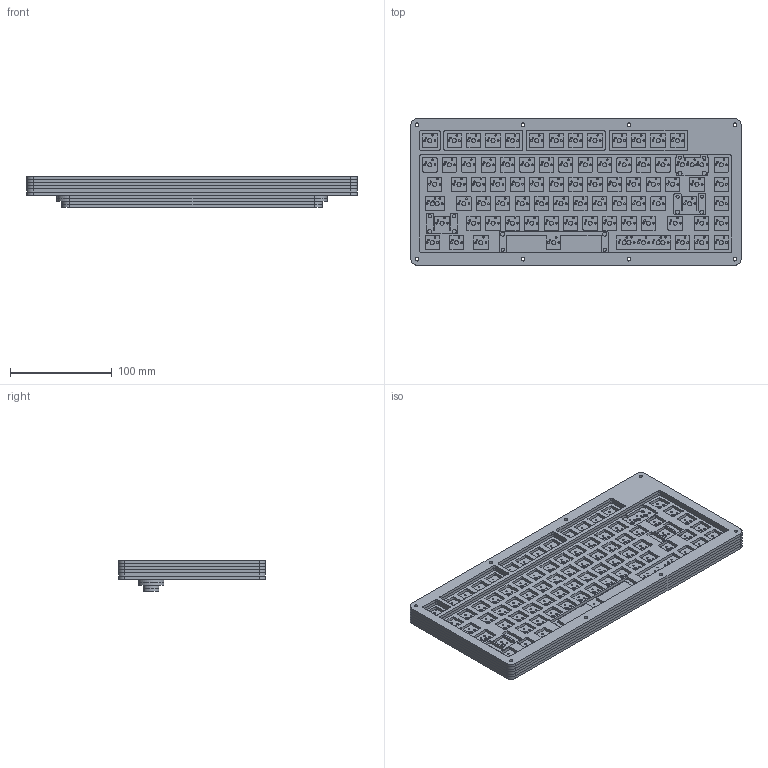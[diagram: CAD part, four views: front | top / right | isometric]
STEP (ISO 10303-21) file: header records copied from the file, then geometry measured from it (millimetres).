
FILE_DESCRIPTION(/* description */ (''),/* implementation_level */ '2;1');
FILE_NAME(/* name */ 'Koalafications_Stacked_Acrylic_Case.step',/* time_stamp */ '2021-01-06T01:43:00-08:00',/* author */ (''),/* organization */ (''),/* preprocessor_version */ 'ST-DEVELOPER v18.1',/* originating_system */ 'Autodesk Translation Framework v9.7.1.1290',/* authorisation */ '');
FILE_SCHEMA (('AUTOMOTIVE_DESIGN { 1 0 10303 214 3 1 1 }'));
Products named in the file (31): Koalafications; Koalafications_1; D_0603_1608Metric; SOLID; QFN-44-1EP_7x7mm_P0.5mm_EP5.2x5.2mm; SOLID (1); SSD1306; COMPOUND; Resonator_SMD_muRata_CSTxExxV-3Pin_3.0x1.1mm; SOLID (2); HRO__TYPE-C-31-M-12; SOLID (3); R_0603_1608Metric; SOLID (4); SMD_Polyfuse_1206; SOLID (5); SOT-143; SOLID (6); C_0603_1608Metric; SOLID (7); COMPOUND (1); Plate; Top_1; Top_2; Mid; Mid (1); Bottom; Foot; Foot (1); Foot (2); Foot (3)
Assembly tree (120 placements, depth 4):
  Koalafications
    Koalafications_1
      D_0603_1608Metric  x82
        SOLID
      QFN-44-1EP_7x7mm_P0.5mm_EP5.2x5.2mm
        SOLID (1)
      SSD1306
        COMPOUND
      Resonator_SMD_muRata_CSTxExxV-3Pin_3.0x1.1mm
        SOLID (2)
      HRO__TYPE-C-31-M-12
        SOLID (3)
      R_0603_1608Metric  x6
        SOLID (4)
      SMD_Polyfuse_1206
        SOLID (5)
      SOT-143
        SOLID (6)
      C_0603_1608Metric  x5
        SOLID (7)
      COMPOUND (1)
    Plate
    Top_1
    Top_2
    Mid
    Mid (1)
    Bottom
    Foot
    Foot (1)
    Foot (2)
    Foot (3)
Bounding box: 323.65 x 143.88 x 30 mm (x, y, z)
Volume: 452603.1 mm3; surface area: 406026.4 mm2
Topology: 118 solids, 118 shells, 6069 faces, 17004 edges, 11280 vertices
Faces by surface type: plane 3788, cylinder 2252, bspline 19, cone 10
Full cylindrical faces by diameter (mm): 0.4 x1, 0.5 x2, 0.65 x2, 1 x4, 1.27 x4, 1.47 x168, 1.75 x162, 3.048 x7, 3.5 x22, 3.988 x91
Entity records: 92728 total; most frequent: CARTESIAN_POINT 16494, ORIENTED_EDGE 15256, DIRECTION 15254, EDGE_CURVE 7628, LINE 5510, VECTOR 5510, VERTEX_POINT 5036, AXIS2_PLACEMENT_3D 4872
